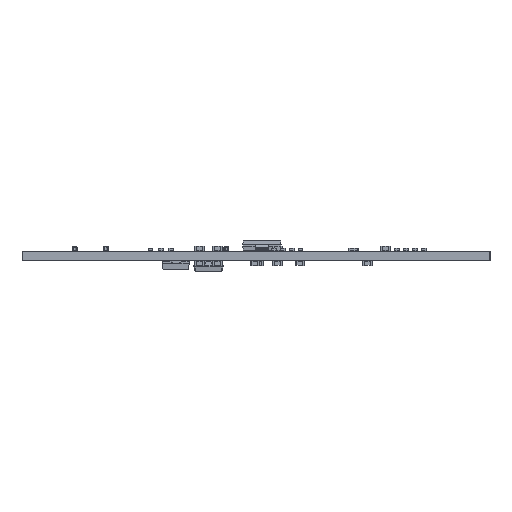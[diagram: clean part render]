
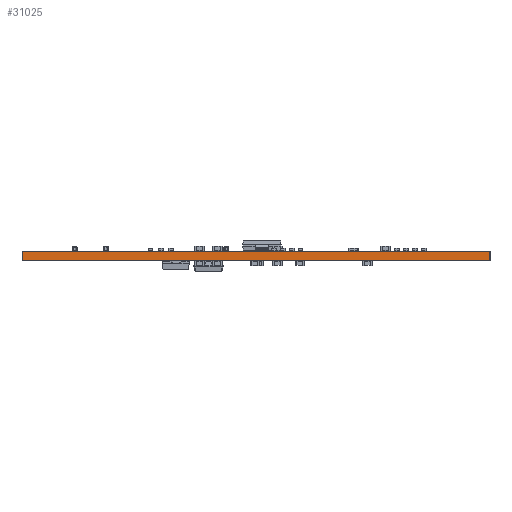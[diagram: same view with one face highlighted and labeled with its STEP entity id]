
A CAD part, front view. The second image highlights one B-rep face of the part: STEP entity #31025.
In plain terms, the highlighted planar face has unit normal (0, -1, 0).
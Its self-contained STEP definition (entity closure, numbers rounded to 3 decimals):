
#29099 = PLANE('',#29100);
#29100 = AXIS2_PLACEMENT_3D('',#29101,#29102,#29103);
#29101 = CARTESIAN_POINT('',(0.,0.379,1.6));
#29102 = DIRECTION('',(0.,0.,1.));
#29103 = DIRECTION('',(1.,0.,0.));
#29153 = PLANE('',#29154);
#29154 = AXIS2_PLACEMENT_3D('',#29155,#29156,#29157);
#29155 = CARTESIAN_POINT('',(0.,0.379,0.
    ));
#29156 = DIRECTION('',(0.,0.,1.));
#29157 = DIRECTION('',(1.,0.,0.));
#29374 = VERTEX_POINT('',#29375);
#29375 = CARTESIAN_POINT('',(-39.4,-27.4,0.));
#29389 = PLANE('',#29390);
#29390 = AXIS2_PLACEMENT_3D('',#29391,#29392,#29393);
#29391 = CARTESIAN_POINT('',(-39.4,-1.5,0.));
#29392 = DIRECTION('',(1.,0.,0.));
#29393 = DIRECTION('',(0.,-1.,0.));
#29401 = EDGE_CURVE('',#29374,#29402,#29404,.T.);
#29402 = VERTEX_POINT('',#29403);
#29403 = CARTESIAN_POINT('',(39.4,-27.4,0.));
#29404 = SURFACE_CURVE('',#29405,(#29409,#29416),.PCURVE_S1.);
#29405 = LINE('',#29406,#29407);
#29406 = CARTESIAN_POINT('',(-39.4,-27.4,0.));
#29407 = VECTOR('',#29408,1.);
#29408 = DIRECTION('',(1.,0.,0.));
#29409 = PCURVE('',#29153,#29410);
#29410 = DEFINITIONAL_REPRESENTATION('',(#29411),#29415);
#29411 = LINE('',#29412,#29413);
#29412 = CARTESIAN_POINT('',(-39.4,-27.779));
#29413 = VECTOR('',#29414,1.);
#29414 = DIRECTION('',(1.,0.));
#29415 = ( GEOMETRIC_REPRESENTATION_CONTEXT(2) 
PARAMETRIC_REPRESENTATION_CONTEXT() REPRESENTATION_CONTEXT('2D SPACE',''
  ) );
#29416 = PCURVE('',#29417,#29422);
#29417 = PLANE('',#29418);
#29418 = AXIS2_PLACEMENT_3D('',#29419,#29420,#29421);
#29419 = CARTESIAN_POINT('',(-39.4,-27.4,0.));
#29420 = DIRECTION('',(0.,1.,0.));
#29421 = DIRECTION('',(1.,0.,0.));
#29422 = DEFINITIONAL_REPRESENTATION('',(#29423),#29427);
#29423 = LINE('',#29424,#29425);
#29424 = CARTESIAN_POINT('',(0.,0.));
#29425 = VECTOR('',#29426,1.);
#29426 = DIRECTION('',(1.,0.));
#29427 = ( GEOMETRIC_REPRESENTATION_CONTEXT(2) 
PARAMETRIC_REPRESENTATION_CONTEXT() REPRESENTATION_CONTEXT('2D SPACE',''
  ) );
#29445 = PLANE('',#29446);
#29446 = AXIS2_PLACEMENT_3D('',#29447,#29448,#29449);
#29447 = CARTESIAN_POINT('',(39.4,-27.4,0.));
#29448 = DIRECTION('',(-1.,0.,0.));
#29449 = DIRECTION('',(0.,1.,0.));
#30194 = VERTEX_POINT('',#30195);
#30195 = CARTESIAN_POINT('',(-39.4,-27.4,1.6));
#30216 = EDGE_CURVE('',#30194,#30217,#30219,.T.);
#30217 = VERTEX_POINT('',#30218);
#30218 = CARTESIAN_POINT('',(39.4,-27.4,1.6));
#30219 = SURFACE_CURVE('',#30220,(#30224,#30231),.PCURVE_S1.);
#30220 = LINE('',#30221,#30222);
#30221 = CARTESIAN_POINT('',(-39.4,-27.4,1.6));
#30222 = VECTOR('',#30223,1.);
#30223 = DIRECTION('',(1.,0.,0.));
#30224 = PCURVE('',#29099,#30225);
#30225 = DEFINITIONAL_REPRESENTATION('',(#30226),#30230);
#30226 = LINE('',#30227,#30228);
#30227 = CARTESIAN_POINT('',(-39.4,-27.779));
#30228 = VECTOR('',#30229,1.);
#30229 = DIRECTION('',(1.,0.));
#30230 = ( GEOMETRIC_REPRESENTATION_CONTEXT(2) 
PARAMETRIC_REPRESENTATION_CONTEXT() REPRESENTATION_CONTEXT('2D SPACE',''
  ) );
#30231 = PCURVE('',#29417,#30232);
#30232 = DEFINITIONAL_REPRESENTATION('',(#30233),#30237);
#30233 = LINE('',#30234,#30235);
#30234 = CARTESIAN_POINT('',(0.,-1.6));
#30235 = VECTOR('',#30236,1.);
#30236 = DIRECTION('',(1.,0.));
#30237 = ( GEOMETRIC_REPRESENTATION_CONTEXT(2) 
PARAMETRIC_REPRESENTATION_CONTEXT() REPRESENTATION_CONTEXT('2D SPACE',''
  ) );
#30977 = EDGE_CURVE('',#29374,#30194,#30978,.T.);
#30978 = SURFACE_CURVE('',#30979,(#30983,#30990),.PCURVE_S1.);
#30979 = LINE('',#30980,#30981);
#30980 = CARTESIAN_POINT('',(-39.4,-27.4,0.));
#30981 = VECTOR('',#30982,1.);
#30982 = DIRECTION('',(0.,0.,1.));
#30983 = PCURVE('',#29389,#30984);
#30984 = DEFINITIONAL_REPRESENTATION('',(#30985),#30989);
#30985 = LINE('',#30986,#30987);
#30986 = CARTESIAN_POINT('',(25.9,0.));
#30987 = VECTOR('',#30988,1.);
#30988 = DIRECTION('',(0.,-1.));
#30989 = ( GEOMETRIC_REPRESENTATION_CONTEXT(2) 
PARAMETRIC_REPRESENTATION_CONTEXT() REPRESENTATION_CONTEXT('2D SPACE',''
  ) );
#30990 = PCURVE('',#29417,#30991);
#30991 = DEFINITIONAL_REPRESENTATION('',(#30992),#30996);
#30992 = LINE('',#30993,#30994);
#30993 = CARTESIAN_POINT('',(0.,0.));
#30994 = VECTOR('',#30995,1.);
#30995 = DIRECTION('',(0.,-1.));
#30996 = ( GEOMETRIC_REPRESENTATION_CONTEXT(2) 
PARAMETRIC_REPRESENTATION_CONTEXT() REPRESENTATION_CONTEXT('2D SPACE',''
  ) );
#31025 = ADVANCED_FACE('',(#31026),#29417,.F.);
#31026 = FACE_BOUND('',#31027,.F.);
#31027 = EDGE_LOOP('',(#31028,#31029,#31030,#31051));
#31028 = ORIENTED_EDGE('',*,*,#30977,.T.);
#31029 = ORIENTED_EDGE('',*,*,#30216,.T.);
#31030 = ORIENTED_EDGE('',*,*,#31031,.F.);
#31031 = EDGE_CURVE('',#29402,#30217,#31032,.T.);
#31032 = SURFACE_CURVE('',#31033,(#31037,#31044),.PCURVE_S1.);
#31033 = LINE('',#31034,#31035);
#31034 = CARTESIAN_POINT('',(39.4,-27.4,0.));
#31035 = VECTOR('',#31036,1.);
#31036 = DIRECTION('',(0.,0.,1.));
#31037 = PCURVE('',#29417,#31038);
#31038 = DEFINITIONAL_REPRESENTATION('',(#31039),#31043);
#31039 = LINE('',#31040,#31041);
#31040 = CARTESIAN_POINT('',(78.8,0.));
#31041 = VECTOR('',#31042,1.);
#31042 = DIRECTION('',(0.,-1.));
#31043 = ( GEOMETRIC_REPRESENTATION_CONTEXT(2) 
PARAMETRIC_REPRESENTATION_CONTEXT() REPRESENTATION_CONTEXT('2D SPACE',''
  ) );
#31044 = PCURVE('',#29445,#31045);
#31045 = DEFINITIONAL_REPRESENTATION('',(#31046),#31050);
#31046 = LINE('',#31047,#31048);
#31047 = CARTESIAN_POINT('',(0.,0.));
#31048 = VECTOR('',#31049,1.);
#31049 = DIRECTION('',(0.,-1.));
#31050 = ( GEOMETRIC_REPRESENTATION_CONTEXT(2) 
PARAMETRIC_REPRESENTATION_CONTEXT() REPRESENTATION_CONTEXT('2D SPACE',''
  ) );
#31051 = ORIENTED_EDGE('',*,*,#29401,.F.);
